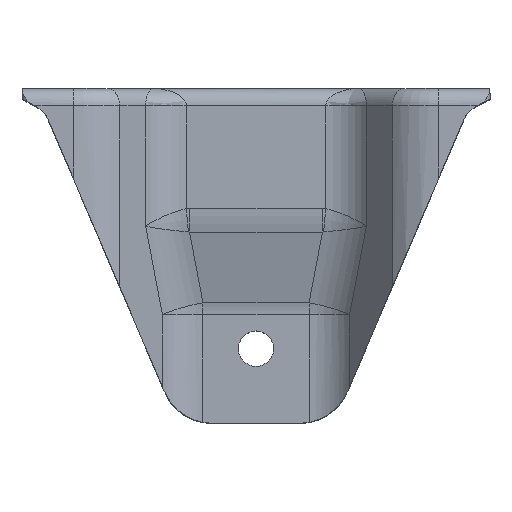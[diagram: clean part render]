
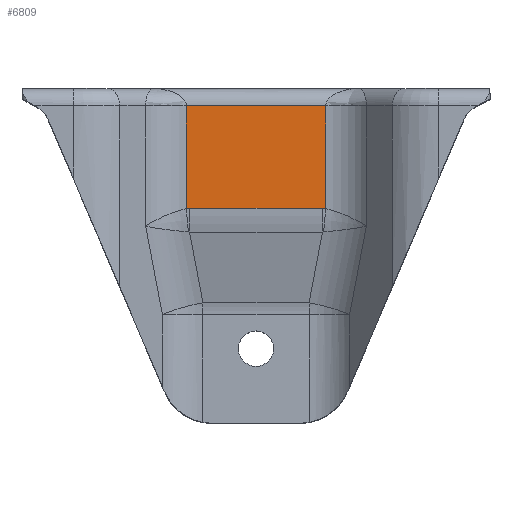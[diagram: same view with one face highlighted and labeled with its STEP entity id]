
A CAD part, top view. The second image highlights one B-rep face of the part: STEP entity #6809.
In plain terms, the highlighted planar face has unit normal (0, 0, 1).
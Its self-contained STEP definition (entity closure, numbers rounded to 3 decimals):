
#121 = DIRECTION ( 'NONE',  ( 0., 1., 0. ) ) ;
#235 = CARTESIAN_POINT ( 'NONE',  ( -20.123, -96.5, 35. ) ) ;
#598 = CARTESIAN_POINT ( 'NONE',  ( -19.805, -34.533, 35. ) ) ;
#611 = CARTESIAN_POINT ( 'NONE',  ( 22.5, -96.5, 35. ) ) ;
#632 = DIRECTION ( 'NONE',  ( -1., 0., 0. ) ) ;
#664 = EDGE_CURVE ( 'NONE', #6393, #1354, #2909, .T. ) ;
#726 = VERTEX_POINT ( 'NONE', #3432 ) ;
#868 = EDGE_CURVE ( 'NONE', #3770, #6305, #7332, .T. ) ;
#890 = EDGE_CURVE ( 'NONE', #6305, #6393, #1251, .T. ) ;
#927 = CARTESIAN_POINT ( 'NONE',  ( 19.163, -34.518, 35. ) ) ;
#1164 = CARTESIAN_POINT ( 'NONE',  ( 22.5, -34.518, 35. ) ) ;
#1209 = CARTESIAN_POINT ( 'NONE',  ( 19.485, -34.518, 35. ) ) ;
#1214 = LINE ( 'NONE', #2308, #7039 ) ;
#1251 = LINE ( 'NONE', #1164, #1842 ) ;
#1284 = PLANE ( 'NONE',  #1535 ) ;
#1354 = VERTEX_POINT ( 'NONE', #5553 ) ;
#1535 = AXIS2_PLACEMENT_3D ( 'NONE', #611, #3409, #632 ) ;
#1549 = VECTOR ( 'NONE', #7330, 1000. ) ;
#1692 = CARTESIAN_POINT ( 'NONE',  ( -19.485, -34.518, 35. ) ) ;
#1842 = VECTOR ( 'NONE', #6819, 1000. ) ;
#2053 = EDGE_CURVE ( 'NONE', #2638, #3770, #4664, .T. ) ;
#2219 = FACE_OUTER_BOUND ( 'NONE', #5959, .T. ) ;
#2308 = CARTESIAN_POINT ( 'NONE',  ( 20.123, -96.5, 35. ) ) ;
#2582 = LINE ( 'NONE', #2769, #1549 ) ;
#2616 = ORIENTED_EDGE ( 'NONE', *, *, #868, .T. ) ;
#2638 = VERTEX_POINT ( 'NONE', #6595 ) ;
#2769 = CARTESIAN_POINT ( 'NONE',  ( 22.5, -5., 35. ) ) ;
#2909 =( BOUNDED_CURVE ( )  B_SPLINE_CURVE ( 3, ( #6289, #1209, #6833, #4002 ),
 .UNSPECIFIED., .F., .T. ) 
 B_SPLINE_CURVE_WITH_KNOTS ( ( 4, 4 ),
 ( 3.099, 3.12 ),
 .UNSPECIFIED. ) 
 CURVE ( )  GEOMETRIC_REPRESENTATION_ITEM ( )  RATIONAL_B_SPLINE_CURVE ( ( 1., 1., 1., 1. ) ) 
 REPRESENTATION_ITEM ( '' )  );
#3409 = DIRECTION ( 'NONE',  ( 0., 0., -1. ) ) ;
#3420 = CARTESIAN_POINT ( 'NONE',  ( -19.163, -34.518, 35. ) ) ;
#3432 = CARTESIAN_POINT ( 'NONE',  ( 20.123, -5., 35. ) ) ;
#3770 = VERTEX_POINT ( 'NONE', #7008 ) ;
#4002 = CARTESIAN_POINT ( 'NONE',  ( 20.123, -34.562, 35. ) ) ;
#4116 = ORIENTED_EDGE ( 'NONE', *, *, #4265, .T. ) ;
#4265 = EDGE_CURVE ( 'NONE', #1354, #726, #1214, .T. ) ;
#4480 = VECTOR ( 'NONE', #5820, 1000. ) ;
#4664 = LINE ( 'NONE', #235, #4480 ) ;
#5207 = EDGE_CURVE ( 'NONE', #726, #2638, #2582, .T. ) ;
#5553 = CARTESIAN_POINT ( 'NONE',  ( 20.123, -34.562, 35. ) ) ;
#5713 = ORIENTED_EDGE ( 'NONE', *, *, #2053, .T. ) ;
#5820 = DIRECTION ( 'NONE',  ( 0., -1., 0. ) ) ;
#5959 = EDGE_LOOP ( 'NONE', ( #5713, #2616, #7253, #6942, #4116, #7159 ) ) ;
#5988 = CARTESIAN_POINT ( 'NONE',  ( -19.163, -34.518, 35. ) ) ;
#6233 = CARTESIAN_POINT ( 'NONE',  ( -20.123, -34.562, 35. ) ) ;
#6289 = CARTESIAN_POINT ( 'NONE',  ( 19.163, -34.518, 35. ) ) ;
#6305 = VERTEX_POINT ( 'NONE', #5988 ) ;
#6393 = VERTEX_POINT ( 'NONE', #927 ) ;
#6595 = CARTESIAN_POINT ( 'NONE',  ( -20.123, -5., 35. ) ) ;
#6809 = ADVANCED_FACE ( 'NONE', ( #2219 ), #1284, .F. ) ;
#6819 = DIRECTION ( 'NONE',  ( 1., 0., 0. ) ) ;
#6833 = CARTESIAN_POINT ( 'NONE',  ( 19.805, -34.533, 35. ) ) ;
#6942 = ORIENTED_EDGE ( 'NONE', *, *, #664, .T. ) ;
#7008 = CARTESIAN_POINT ( 'NONE',  ( -20.123, -34.562, 35. ) ) ;
#7039 = VECTOR ( 'NONE', #121, 1000. ) ;
#7159 = ORIENTED_EDGE ( 'NONE', *, *, #5207, .T. ) ;
#7253 = ORIENTED_EDGE ( 'NONE', *, *, #890, .T. ) ;
#7330 = DIRECTION ( 'NONE',  ( -1., 0., 0. ) ) ;
#7332 =( BOUNDED_CURVE ( )  B_SPLINE_CURVE ( 3, ( #6233, #598, #1692, #3420 ),
 .UNSPECIFIED., .F., .T. ) 
 B_SPLINE_CURVE_WITH_KNOTS ( ( 4, 4 ),
 ( 3.163, 3.184 ),
 .UNSPECIFIED. ) 
 CURVE ( )  GEOMETRIC_REPRESENTATION_ITEM ( )  RATIONAL_B_SPLINE_CURVE ( ( 1., 1., 1., 1. ) ) 
 REPRESENTATION_ITEM ( '' )  );
